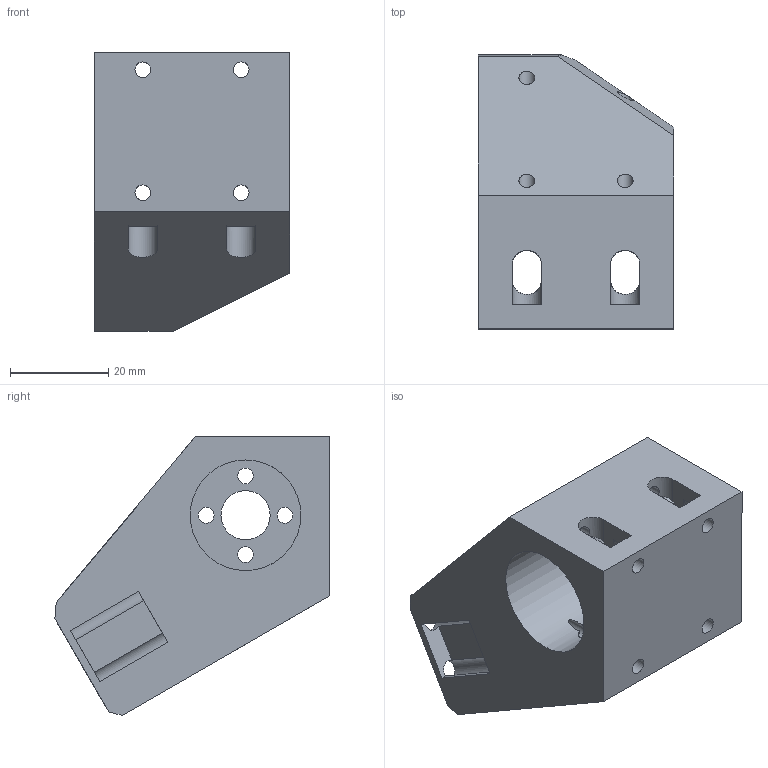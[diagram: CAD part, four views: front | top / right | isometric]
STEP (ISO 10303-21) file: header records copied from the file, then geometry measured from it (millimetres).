
FILE_DESCRIPTION(/* description */ (''),/* implementation_level */ '2;1');
FILE_NAME(/* name */ 'left_coupling_side_plate_with_heat_set_insert.step',/* time_stamp */ '2020-11-18T20:24:43+01:00',/* author */ (''),/* organization */ (''),/* preprocessor_version */ 'ST-DEVELOPER v18.1',/* originating_system */ 'Autodesk Translation Framework v9.3.0.1241',/* authorisation */ '');
FILE_SCHEMA (('AUTOMOTIVE_DESIGN { 1 0 10303 214 3 1 1 }'));
Length unit declared in the file: millimetre
Products named in the file (2): left_coupling_side_plate_with_heat_set_insert; bed_coupling_side_plate_Front Right bed coupling lift (1)
Assembly tree (1 placements, depth 2):
  left_coupling_side_plate_with_heat_set_insert
    bed_coupling_side_plate_Front Right bed coupling lift (1)
Bounding box: 39.7 x 55.77 x 56.69 mm (x, y, z)
Volume: 56234.1 mm3; surface area: 15322.2 mm2
Topology: 1 solids, 1 shells, 145 faces, 409 edges, 273 vertices
Faces by surface type: plane 83, bspline 32, cylinder 29, cone 1
Full cylindrical faces by diameter (mm): 3.2 x12, 4 x2, 4.2 x1, 10 x1, 22.5 x1
Entity records: 7159 total; most frequent: CARTESIAN_POINT 3489, ORIENTED_EDGE 818, DIRECTION 604, EDGE_CURVE 409, VERTEX_POINT 273, LINE 258, VECTOR 258, EDGE_LOOP 190
